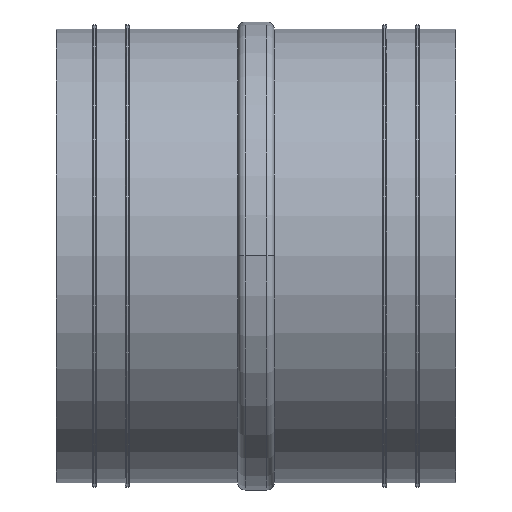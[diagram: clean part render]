
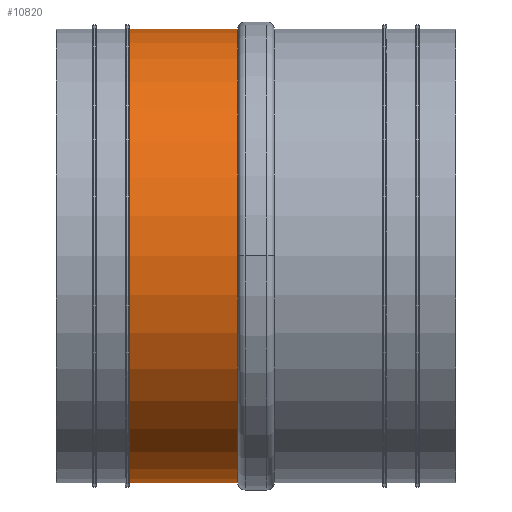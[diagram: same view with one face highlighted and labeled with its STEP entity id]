
A CAD part, top view. The second image highlights one B-rep face of the part: STEP entity #10820.
In plain terms, the highlighted cylindrical face has radius 50 mm (diameter 100 mm), a partial arc.
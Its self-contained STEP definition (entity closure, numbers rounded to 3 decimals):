
#2140=CARTESIAN_POINT('',(-813.308,77.822,-184.4));
#2150=VERTEX_POINT('',#2140);
#2180=CARTESIAN_POINT('',(-813.308,77.822,-234.4));
#2190=DIRECTION('',(-1.,0.,0.));
#2200=DIRECTION('',(0.,-1.,0.));
#2210=AXIS2_PLACEMENT_3D('',#2180,#2190,#2200);
#2220=CIRCLE('',#2210,50.);
#2230=CARTESIAN_POINT('',(-813.308,27.822,-234.4));
#2240=VERTEX_POINT('',#2230);
#2250=EDGE_CURVE('',#2240,#2150,#2220,.T.);
#3550=CARTESIAN_POINT('',(-811.256,127.822,-234.4));
#3560=DIRECTION('',(-1.,0.,0.));
#3570=VECTOR('',#3560,0.8);
#3580=LINE('',#3550,#3570);
#3590=CARTESIAN_POINT('',(-789.308,127.822,-234.4));
#3600=VERTEX_POINT('',#3590);
#3610=CARTESIAN_POINT('',(-813.308,127.822,-234.4));
#3620=VERTEX_POINT('',#3610);
#3630=EDGE_CURVE('',#3600,#3620,#3580,.T.);
#3680=CARTESIAN_POINT('',(-811.256,27.822,-234.4));
#3690=DIRECTION('',(-1.,0.,0.));
#3700=VECTOR('',#3690,0.8);
#3710=LINE('',#3680,#3700);
#3720=CARTESIAN_POINT('',(-789.308,27.822,-234.4));
#3730=VERTEX_POINT('',#3720);
#3740=EDGE_CURVE('',#3730,#2240,#3710,.T.);
#3760=CARTESIAN_POINT('',(-789.308,77.822,-234.4));
#3770=DIRECTION('',(-1.,0.,0.));
#3780=DIRECTION('',(0.,-1.,0.));
#3790=AXIS2_PLACEMENT_3D('',#3760,#3770,#3780);
#3800=CIRCLE('',#3790,50.);
#4280=EDGE_CURVE('',#3730,#3600,#3800,.T.);
#10340=CARTESIAN_POINT('',(-811.256,77.822,-234.4));
#10350=DIRECTION('',(-1.,0.,0.));
#10360=DIRECTION('',(0.,-1.,0.));
#10370=AXIS2_PLACEMENT_3D('',#10340,#10350,#10360);
#10380=CYLINDRICAL_SURFACE('',#10370,50.);
#10740=ORIENTED_EDGE('',*,*,#2250,.F.);
#10750=EDGE_CURVE('',#2150,#3620,#2220,.T.);
#10760=ORIENTED_EDGE('',*,*,#10750,.F.);
#10770=ORIENTED_EDGE('',*,*,#3630,.T.);
#10780=ORIENTED_EDGE('',*,*,#4280,.T.);
#10790=ORIENTED_EDGE('',*,*,#3740,.F.);
#10800=EDGE_LOOP('',(#10790,#10780,#10770,#10760,#10740));
#10810=FACE_OUTER_BOUND('',#10800,.T.);
#10820=ADVANCED_FACE('',(#10810),#10380,.T.);
